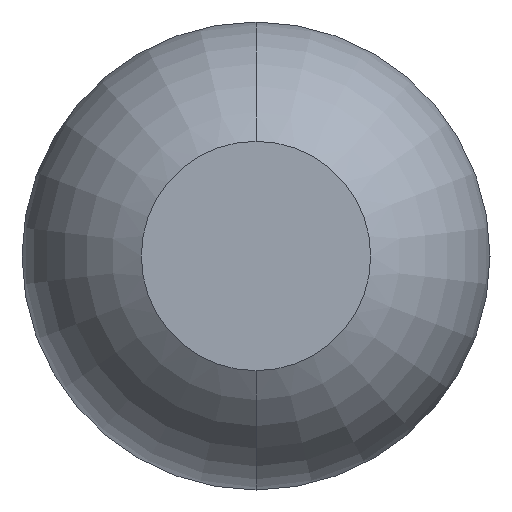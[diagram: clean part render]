
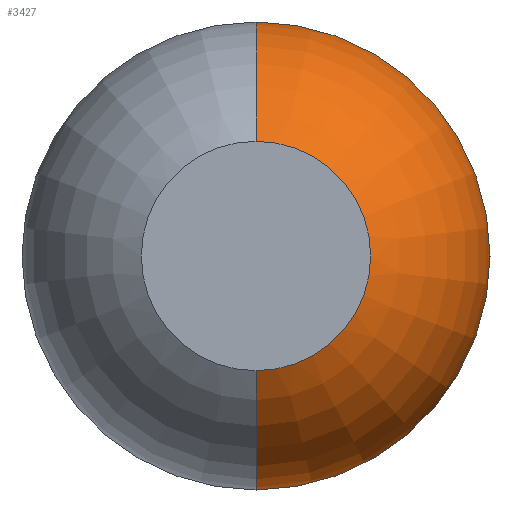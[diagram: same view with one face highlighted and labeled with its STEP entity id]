
A CAD part, front view. The second image highlights one B-rep face of the part: STEP entity #3427.
In plain terms, the highlighted toroidal (fillet/blend) face has major radius 0.01 mm and minor radius 0.5 mm.
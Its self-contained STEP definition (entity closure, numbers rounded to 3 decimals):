
#1 = DIRECTION ( 'NONE',  ( 1., 0., 0. ) ) ;
#46 = DIRECTION ( 'NONE',  ( 0., 0., 1. ) ) ;
#188 = CIRCLE ( 'NONE', #2188, 0.5 ) ;
#206 = CARTESIAN_POINT ( 'NONE',  ( 0., -24.961, 0. ) ) ;
#214 = ORIENTED_EDGE ( 'NONE', *, *, #3633, .T. ) ;
#258 = AXIS2_PLACEMENT_3D ( 'NONE', #3518, #1510, #3542 ) ;
#291 = DIRECTION ( 'NONE',  ( 0., 0., -1. ) ) ;
#310 = VERTEX_POINT ( 'NONE', #1922 ) ;
#350 = CARTESIAN_POINT ( 'NONE',  ( 0., -24.961, -0.01 ) ) ;
#497 = DIRECTION ( 'NONE',  ( 0., -1., 0. ) ) ;
#502 = TOROIDAL_SURFACE ( 'NONE', #1498, 0.01, 0.5 ) ;
#510 = DIRECTION ( 'NONE',  ( 0., 0., -1. ) ) ;
#570 = ORIENTED_EDGE ( 'NONE', *, *, #3654, .T. ) ;
#824 = CARTESIAN_POINT ( 'NONE',  ( 0., -24.961, -0.51 ) ) ;
#1142 = CARTESIAN_POINT ( 'NONE',  ( 0., -24.961, 0.01 ) ) ;
#1448 = DIRECTION ( 'NONE',  ( 0., 0., -1. ) ) ;
#1465 = ORIENTED_EDGE ( 'NONE', *, *, #3093, .T. ) ;
#1498 = AXIS2_PLACEMENT_3D ( 'NONE', #206, #497, #510 ) ;
#1510 = DIRECTION ( 'NONE',  ( 0., 1., 0. ) ) ;
#1708 = CIRCLE ( 'NONE', #258, 0.25 ) ;
#1893 = FACE_OUTER_BOUND ( 'NONE', #2660, .T. ) ;
#1922 = CARTESIAN_POINT ( 'NONE',  ( 0., -24.961, 0.51 ) ) ;
#2188 = AXIS2_PLACEMENT_3D ( 'NONE', #1142, #1, #291 ) ;
#2309 = CARTESIAN_POINT ( 'NONE',  ( 0., -25.4, -0.25 ) ) ;
#2435 = AXIS2_PLACEMENT_3D ( 'NONE', #2881, #3445, #1448 ) ;
#2571 = VERTEX_POINT ( 'NONE', #824 ) ;
#2660 = EDGE_LOOP ( 'NONE', ( #214, #570, #1465, #2730 ) ) ;
#2663 = EDGE_CURVE ( 'NONE', #2571, #2946, #3425, .T. ) ;
#2730 = ORIENTED_EDGE ( 'NONE', *, *, #2663, .F. ) ;
#2881 = CARTESIAN_POINT ( 'NONE',  ( 0., -24.961, 0. ) ) ;
#2946 = VERTEX_POINT ( 'NONE', #2309 ) ;
#3005 = AXIS2_PLACEMENT_3D ( 'NONE', #350, #3017, #46 ) ;
#3017 = DIRECTION ( 'NONE',  ( -1., 0., 0. ) ) ;
#3093 = EDGE_CURVE ( 'Defeature ausgef�hrt2_0+Defeature ausgef�hrt2_17+Defeature ausgef�hrt2_17+Defeature ausgef�hrt2_17', #3318, #2946, #1708, .T. ) ;
#3246 = CIRCLE ( 'NONE', #2435, 0.51 ) ;
#3318 = VERTEX_POINT ( 'NONE', #3383 ) ;
#3383 = CARTESIAN_POINT ( 'NONE',  ( 0., -25.4, 0.25 ) ) ;
#3425 = CIRCLE ( 'NONE', #3005, 0.5 ) ;
#3427 = ADVANCED_FACE ( 'Defeature ausgef�hrt2_0', ( #1893 ), #502, .T. ) ;
#3445 = DIRECTION ( 'NONE',  ( 0., -1., 0. ) ) ;
#3518 = CARTESIAN_POINT ( 'NONE',  ( 0., -25.4, 0. ) ) ;
#3542 = DIRECTION ( 'NONE',  ( 0., 0., 1. ) ) ;
#3633 = EDGE_CURVE ( 'Defeature ausgef�hrt2_0+Defeature ausgef�hrt2_6+Defeature ausgef�hrt2_6+Defeature ausgef�hrt2_6', #2571, #310, #3246, .T. ) ;
#3654 = EDGE_CURVE ( 'NONE', #310, #3318, #188, .T. ) ;
